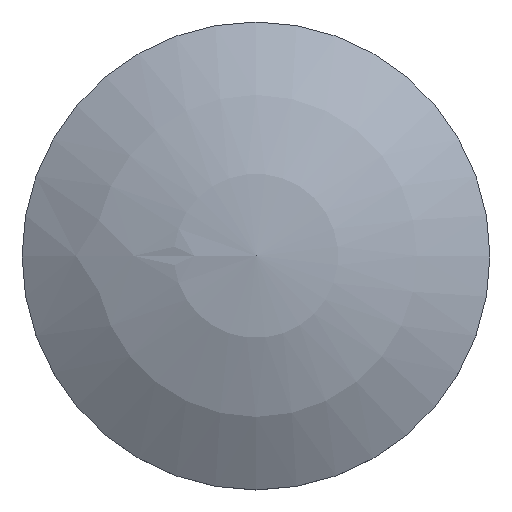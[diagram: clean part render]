
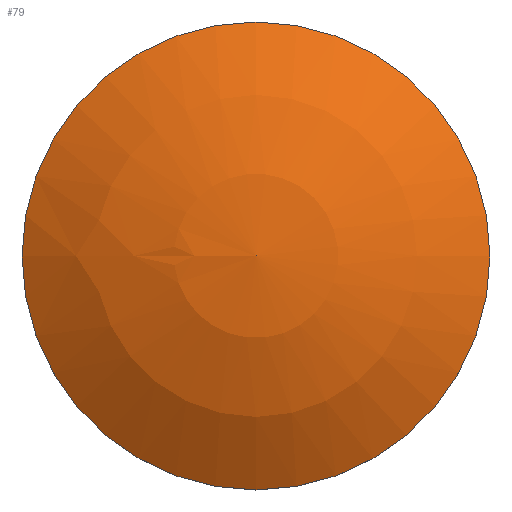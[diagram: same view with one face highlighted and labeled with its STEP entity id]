
A CAD part, top view. The second image highlights one B-rep face of the part: STEP entity #79.
In plain terms, the highlighted spherical face has radius 3 mm.
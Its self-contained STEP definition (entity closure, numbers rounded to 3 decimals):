
#79 = ADVANCED_FACE('',(#80),#101,.T.);
#80 = FACE_BOUND('',#81,.F.);
#81 = EDGE_LOOP('',(#82,#93,#100));
#82 = ORIENTED_EDGE('',*,*,#83,.T.);
#83 = EDGE_CURVE('',#84,#86,#88,.T.);
#84 = VERTEX_POINT('',#85);
#85 = CARTESIAN_POINT('',(0.,0.,0.695));
#86 = VERTEX_POINT('',#87);
#87 = CARTESIAN_POINT('',(-1.65,0.,0.2));
#88 = CIRCLE('',#89,3.);
#89 = AXIS2_PLACEMENT_3D('',#90,#91,#92);
#90 = CARTESIAN_POINT('',(0.,0.,-2.305));
#91 = DIRECTION('',(0.,-1.,0.));
#92 = DIRECTION('',(1.,0.,0.));
#93 = ORIENTED_EDGE('',*,*,#94,.F.);
#94 = EDGE_CURVE('',#86,#86,#95,.T.);
#95 = CIRCLE('',#96,1.65);
#96 = AXIS2_PLACEMENT_3D('',#97,#98,#99);
#97 = CARTESIAN_POINT('',(0.,0.,0.2));
#98 = DIRECTION('',(0.,0.,1.));
#99 = DIRECTION('',(-1.,0.,0.));
#100 = ORIENTED_EDGE('',*,*,#83,.F.);
#101 = SPHERICAL_SURFACE('',#102,3.);
#102 = AXIS2_PLACEMENT_3D('',#103,#104,#105);
#103 = CARTESIAN_POINT('',(0.,0.,-2.305));
#104 = DIRECTION('',(0.,0.,-1.));
#105 = DIRECTION('',(-1.,0.,0.));
